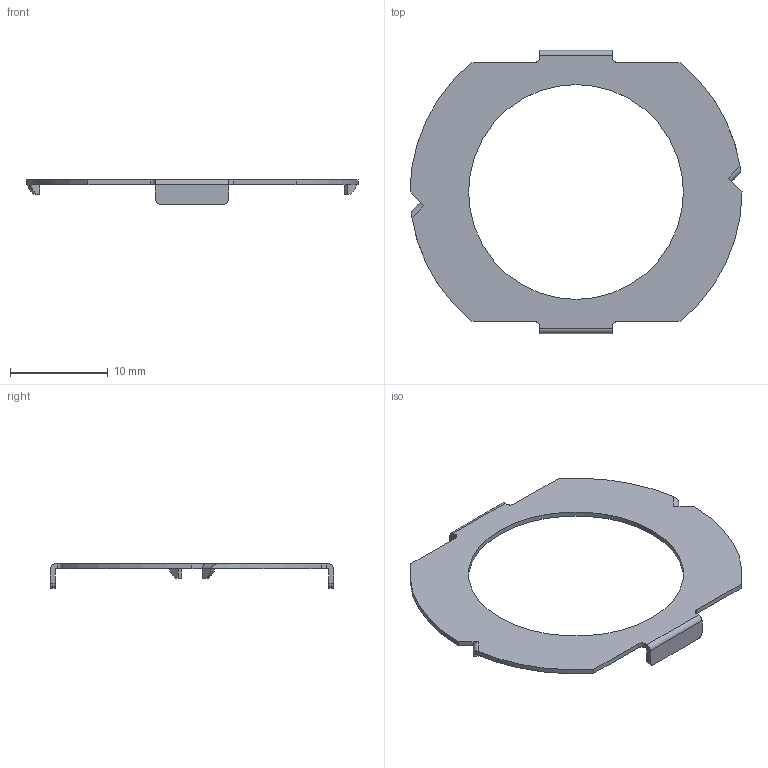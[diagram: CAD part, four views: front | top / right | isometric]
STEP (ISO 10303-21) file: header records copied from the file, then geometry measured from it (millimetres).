
FILE_DESCRIPTION (( 'STEP AP203' ), '1' );
FILE_NAME ('A-140-ER-2,-3.STEP', '2018-05-11T05:05:40', ( '' ), ( '' ), 'SwSTEP 2.0', 'SolidWorks 2014', '' );
FILE_SCHEMA (( 'CONFIG_CONTROL_DESIGN' ));
Length unit declared in the file: millimetre
Products named in the file (1): A-140-ER-2,-3
Bounding box: 34 x 29 x 2.5 mm (x, y, z)
Volume: 232.7 mm3; surface area: 1024.7 mm2
Topology: 1 solids, 1 shells, 46 faces, 124 edges, 80 vertices
Faces by surface type: plane 26, cylinder 20
Entity records: 1533 total; most frequent: CARTESIAN_POINT 265, DIRECTION 254, ORIENTED_EDGE 248, EDGE_CURVE 124, AXIS2_PLACEMENT_3D 85, LINE 84, VECTOR 84, VERTEX_POINT 80
